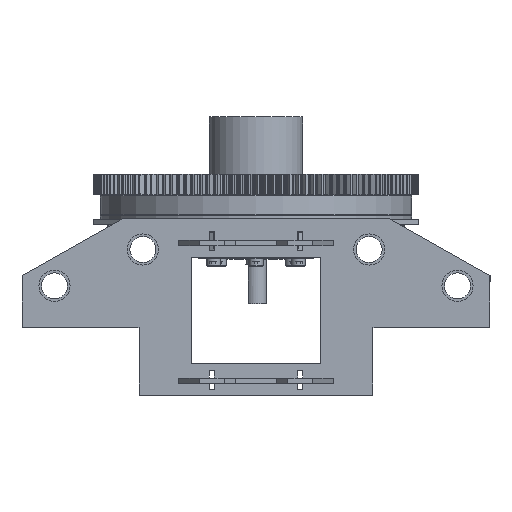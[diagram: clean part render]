
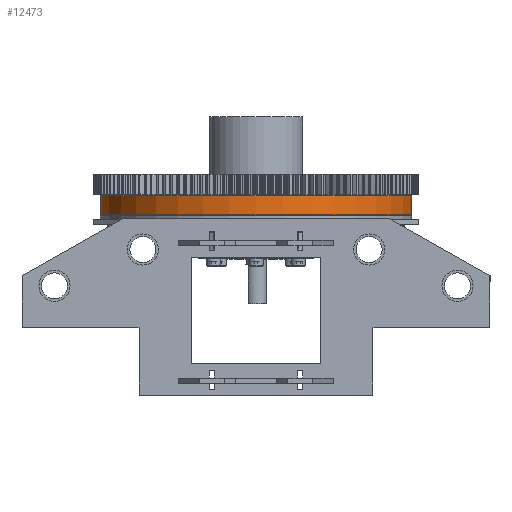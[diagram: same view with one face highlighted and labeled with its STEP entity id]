
A CAD part, left-side view. The second image highlights one B-rep face of the part: STEP entity #12473.
In plain terms, the highlighted cylindrical face has radius 60 mm (diameter 120 mm), a full revolution.
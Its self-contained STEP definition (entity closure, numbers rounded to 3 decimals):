
#10580=CYLINDRICAL_SURFACE('',#38479,60.);
#12473=ADVANCED_FACE('',(#14325,#14326),#10580,.T.);
#14325=FACE_BOUND('',#16875,.T.);
#14326=FACE_BOUND('',#16876,.T.);
#16875=EDGE_LOOP('',(#26155));
#16876=EDGE_LOOP('',(#26156));
#26155=ORIENTED_EDGE('',*,*,#34633,.T.);
#26156=ORIENTED_EDGE('',*,*,#34634,.T.);
#29888=VERTEX_POINT('',#67264);
#29889=VERTEX_POINT('',#67266);
#34633=EDGE_CURVE('',#29888,#29888,#36049,.T.);
#34634=EDGE_CURVE('',#29889,#29889,#36050,.T.);
#36049=CIRCLE('',#38477,60.);
#36050=CIRCLE('',#38478,60.);
#38477=AXIS2_PLACEMENT_3D('',#67263,#46012,#46013);
#38478=AXIS2_PLACEMENT_3D('',#67265,#46014,#46015);
#38479=AXIS2_PLACEMENT_3D('',#67267,#46016,#46017);
#46012=DIRECTION('',(0.,0.,-1.));
#46013=DIRECTION('',(1.,0.,0.));
#46014=DIRECTION('',(0.,0.,1.));
#46015=DIRECTION('',(-1.,0.,0.));
#46016=DIRECTION('',(0.,0.,1.));
#46017=DIRECTION('',(1.,0.,0.));
#67263=CARTESIAN_POINT('',(0.,0.,9.1));
#67264=CARTESIAN_POINT('',(60.,0.,9.1));
#67265=CARTESIAN_POINT('',(0.,0.,1.9));
#67266=CARTESIAN_POINT('',(-60.,0.,1.9));
#67267=CARTESIAN_POINT('',(0.,0.,1.5));
